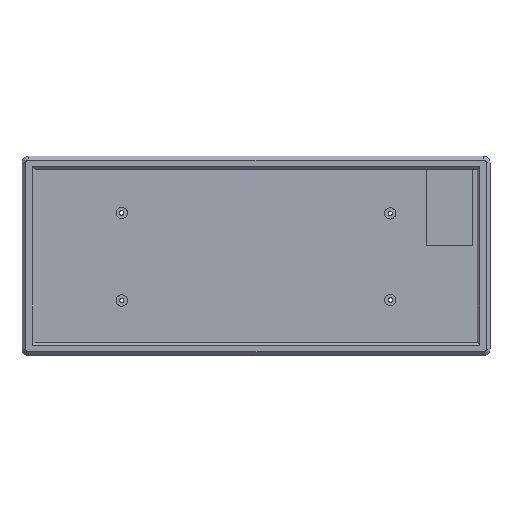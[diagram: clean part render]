
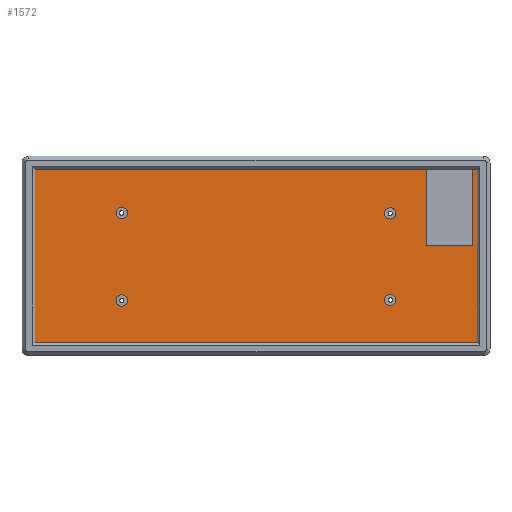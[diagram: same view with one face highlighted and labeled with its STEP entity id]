
A CAD part, top view. The second image highlights one B-rep face of the part: STEP entity #1572.
In plain terms, the highlighted planar face has unit normal (0, 0, 1).
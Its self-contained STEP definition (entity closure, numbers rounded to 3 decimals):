
#100=FACE_BOUND('',#472,.T.);
#101=FACE_BOUND('',#473,.T.);
#102=FACE_BOUND('',#474,.T.);
#103=FACE_BOUND('',#475,.T.);
#121=LINE('',#2386,#240);
#123=LINE('',#2391,#242);
#129=LINE('',#2403,#248);
#132=LINE('',#2409,#251);
#134=LINE('',#2413,#253);
#138=LINE('',#2420,#257);
#145=LINE('',#2433,#264);
#150=LINE('',#2441,#269);
#240=VECTOR('',#1876,10.);
#242=VECTOR('',#1880,10.);
#248=VECTOR('',#1888,10.);
#251=VECTOR('',#1893,10.);
#253=VECTOR('',#1897,10.);
#257=VECTOR('',#1901,10.);
#264=VECTOR('',#1912,10.);
#269=VECTOR('',#1921,10.);
#371=FACE_OUTER_BOUND('',#471,.T.);
#471=EDGE_LOOP('',(#1112,#1113,#1114,#1115,#1116,#1117,#1118,#1119));
#472=EDGE_LOOP('',(#1120));
#473=EDGE_LOOP('',(#1121));
#474=EDGE_LOOP('',(#1122));
#475=EDGE_LOOP('',(#1123));
#577=CIRCLE('',#1688,2.5);
#578=CIRCLE('',#1689,2.5);
#579=CIRCLE('',#1690,2.5);
#580=CIRCLE('',#1691,2.5);
#669=VERTEX_POINT('',#2383);
#670=VERTEX_POINT('',#2385);
#671=VERTEX_POINT('',#2389);
#672=VERTEX_POINT('',#2390);
#677=VERTEX_POINT('',#2402);
#679=VERTEX_POINT('',#2408);
#680=VERTEX_POINT('',#2412);
#683=VERTEX_POINT('',#2418);
#693=VERTEX_POINT('',#2459);
#694=VERTEX_POINT('',#2461);
#695=VERTEX_POINT('',#2463);
#696=VERTEX_POINT('',#2465);
#815=EDGE_CURVE('',#670,#669,#121,.T.);
#817=EDGE_CURVE('',#671,#672,#123,.F.);
#823=EDGE_CURVE('',#672,#677,#129,.T.);
#826=EDGE_CURVE('',#677,#679,#132,.T.);
#828=EDGE_CURVE('',#679,#680,#134,.T.);
#832=EDGE_CURVE('',#683,#671,#138,.T.);
#839=EDGE_CURVE('',#683,#670,#145,.T.);
#844=EDGE_CURVE('',#669,#680,#150,.T.);
#853=EDGE_CURVE('',#693,#693,#577,.T.);
#854=EDGE_CURVE('',#694,#694,#578,.T.);
#855=EDGE_CURVE('',#695,#695,#579,.T.);
#856=EDGE_CURVE('',#696,#696,#580,.T.);
#1112=ORIENTED_EDGE('',*,*,#844,.T.);
#1113=ORIENTED_EDGE('',*,*,#828,.F.);
#1114=ORIENTED_EDGE('',*,*,#826,.F.);
#1115=ORIENTED_EDGE('',*,*,#823,.F.);
#1116=ORIENTED_EDGE('',*,*,#817,.F.);
#1117=ORIENTED_EDGE('',*,*,#832,.F.);
#1118=ORIENTED_EDGE('',*,*,#839,.T.);
#1119=ORIENTED_EDGE('',*,*,#815,.T.);
#1120=ORIENTED_EDGE('',*,*,#853,.T.);
#1121=ORIENTED_EDGE('',*,*,#854,.T.);
#1122=ORIENTED_EDGE('',*,*,#855,.T.);
#1123=ORIENTED_EDGE('',*,*,#856,.T.);
#1531=PLANE('',#1687);
#1572=ADVANCED_FACE('',(#371,#100,#101,#102,#103),#1531,.T.);
#1687=AXIS2_PLACEMENT_3D('',#2458,#1938,#1939);
#1688=AXIS2_PLACEMENT_3D('',#2460,#1940,#1941);
#1689=AXIS2_PLACEMENT_3D('',#2462,#1942,#1943);
#1690=AXIS2_PLACEMENT_3D('',#2464,#1944,#1945);
#1691=AXIS2_PLACEMENT_3D('',#2466,#1946,#1947);
#1876=DIRECTION('',(-1.,0.,0.));
#1880=DIRECTION('',(0.,1.,0.));
#1888=DIRECTION('',(-1.,0.,0.));
#1893=DIRECTION('',(0.,1.,0.));
#1897=DIRECTION('',(1.,0.,0.));
#1901=DIRECTION('',(1.,0.,0.));
#1912=DIRECTION('',(0.,-1.,0.));
#1921=DIRECTION('',(0.,1.,0.));
#1938=DIRECTION('center_axis',(0.,0.,1.));
#1939=DIRECTION('ref_axis',(1.,0.,0.));
#1940=DIRECTION('center_axis',(0.,0.,-1.));
#1941=DIRECTION('ref_axis',(-1.,0.,0.));
#1942=DIRECTION('center_axis',(0.,0.,-1.));
#1943=DIRECTION('ref_axis',(-1.,0.,0.));
#1944=DIRECTION('center_axis',(0.,0.,-1.));
#1945=DIRECTION('ref_axis',(-1.,0.,0.));
#1946=DIRECTION('center_axis',(0.,0.,-1.));
#1947=DIRECTION('ref_axis',(-1.,0.,0.));
#2383=CARTESIAN_POINT('',(227.199,-82.769,-8.4));
#2385=CARTESIAN_POINT('',(247.65,-82.769,-8.4));
#2386=CARTESIAN_POINT('',(247.65,-82.769,-8.4));
#2389=CARTESIAN_POINT('',(249.7,-48.83,-8.4));
#2390=CARTESIAN_POINT('',(249.7,-125.78,-8.4));
#2391=CARTESIAN_POINT('',(249.7,-67.98,-8.4));
#2402=CARTESIAN_POINT('',(53.7,-125.78,-8.4));
#2403=CARTESIAN_POINT('',(200.831,-125.78,-8.4));
#2408=CARTESIAN_POINT('',(53.7,-48.83,-8.4));
#2409=CARTESIAN_POINT('',(53.7,-106.63,-8.4));
#2412=CARTESIAN_POINT('',(227.199,-48.83,-8.4));
#2413=CARTESIAN_POINT('',(102.656,-48.83,-8.4));
#2418=CARTESIAN_POINT('',(247.65,-48.83,-8.4));
#2420=CARTESIAN_POINT('',(102.656,-48.83,-8.4));
#2433=CARTESIAN_POINT('',(247.65,-48.83,-8.4));
#2441=CARTESIAN_POINT('',(227.199,-82.769,-8.4));
#2458=CARTESIAN_POINT('Origin',(151.788,-87.305,-8.4));
#2459=CARTESIAN_POINT('',(94.7,-107.,-8.4));
#2460=CARTESIAN_POINT('Origin',(92.2,-107.,-8.4));
#2461=CARTESIAN_POINT('',(213.7,-68.4,-8.4));
#2462=CARTESIAN_POINT('Origin',(211.2,-68.4,-8.4));
#2463=CARTESIAN_POINT('',(94.7,-68.2,-8.4));
#2464=CARTESIAN_POINT('Origin',(92.2,-68.2,-8.4));
#2465=CARTESIAN_POINT('',(213.7,-106.8,-8.4));
#2466=CARTESIAN_POINT('Origin',(211.2,-106.8,-8.4));
